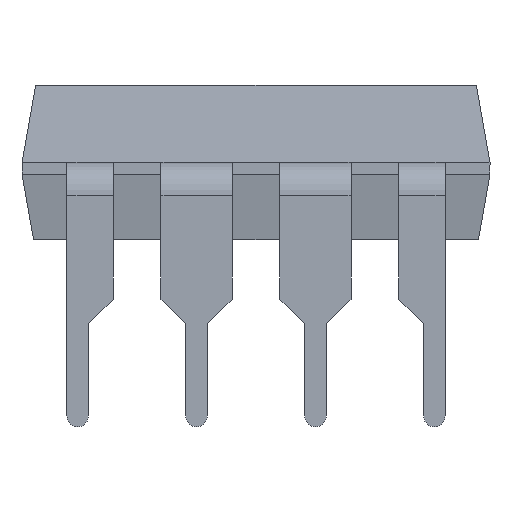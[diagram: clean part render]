
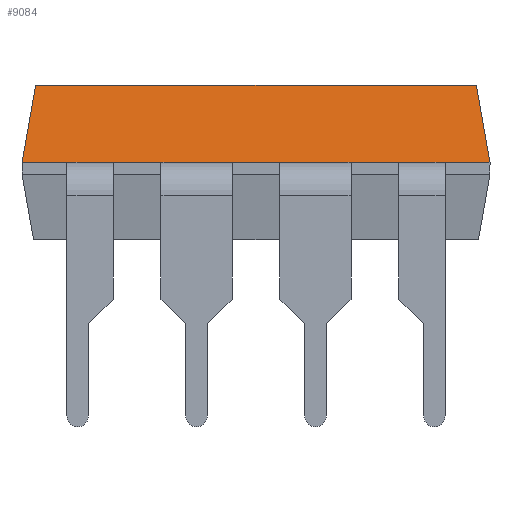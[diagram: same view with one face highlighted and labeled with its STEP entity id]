
A CAD part, front view. The second image highlights one B-rep face of the part: STEP entity #9084.
In plain terms, the highlighted planar face has unit normal (0, -0.985, 0.174).
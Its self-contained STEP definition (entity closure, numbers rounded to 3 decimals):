
#121 = VECTOR ( 'NONE', #27713, 1000. ) ;
#2390 = LINE ( 'NONE', #29385, #121 ) ;
#2675 = CARTESIAN_POINT ( 'NONE',  ( -5., -3.175, 3.45 ) ) ;
#3491 = DIRECTION ( 'NONE',  ( 1., 0., 0. ) ) ;
#3636 = VERTEX_POINT ( 'NONE', #25882 ) ;
#3849 = EDGE_LOOP ( 'NONE', ( #7242, #27153, #4700, #10831, #29360, #14080, #6448, #26699, #6599, #28154, #23171, #18069 ) ) ;
#4480 = CARTESIAN_POINT ( 'NONE',  ( -3.05, -3.175, 3.45 ) ) ;
#4700 = ORIENTED_EDGE ( 'NONE', *, *, #15562, .T. ) ;
#5922 = CARTESIAN_POINT ( 'NONE',  ( 5., -3.175, 3.45 ) ) ;
#5951 = DIRECTION ( 'NONE',  ( 1., 0., 0. ) ) ;
#6316 = EDGE_CURVE ( 'NONE', #21837, #11959, #20232, .T. ) ;
#6362 = LINE ( 'NONE', #15449, #14965 ) ;
#6448 = ORIENTED_EDGE ( 'NONE', *, *, #16983, .T. ) ;
#6585 = CARTESIAN_POINT ( 'NONE',  ( -0.51, -3.175, 3.45 ) ) ;
#6599 = ORIENTED_EDGE ( 'NONE', *, *, #12349, .T. ) ;
#6858 = CARTESIAN_POINT ( 'NONE',  ( 3.05, -3.175, 3.45 ) ) ;
#7242 = ORIENTED_EDGE ( 'NONE', *, *, #16383, .T. ) ;
#7410 = VERTEX_POINT ( 'NONE', #6585 ) ;
#7485 = VECTOR ( 'NONE', #12650, 1000. ) ;
#8628 = CARTESIAN_POINT ( 'NONE',  ( -5., -3.175, 3.45 ) ) ;
#8782 = DIRECTION ( 'NONE',  ( 1., 0., 0. ) ) ;
#9084 = ADVANCED_FACE ( 'NONE', ( #27918 ), #25544, .T. ) ;
#9209 = DIRECTION ( 'NONE',  ( 1., 0., 0. ) ) ;
#9297 = EDGE_CURVE ( 'NONE', #10501, #10209, #19712, .T. ) ;
#9560 = LINE ( 'NONE', #22633, #14450 ) ;
#10209 = VERTEX_POINT ( 'NONE', #23354 ) ;
#10387 = VERTEX_POINT ( 'NONE', #6858 ) ;
#10501 = VERTEX_POINT ( 'NONE', #2675 ) ;
#10731 = CARTESIAN_POINT ( 'NONE',  ( -5., -3.175, 3.45 ) ) ;
#10747 = CARTESIAN_POINT ( 'NONE',  ( -5., -3.175, 3.45 ) ) ;
#10831 = ORIENTED_EDGE ( 'NONE', *, *, #6316, .T. ) ;
#11002 = CARTESIAN_POINT ( 'NONE',  ( -5., -3.175, 3.45 ) ) ;
#11437 = LINE ( 'NONE', #11002, #15820 ) ;
#11959 = VERTEX_POINT ( 'NONE', #14415 ) ;
#12349 = EDGE_CURVE ( 'NONE', #10209, #15569, #16934, .T. ) ;
#12650 = DIRECTION ( 'NONE',  ( -0.171, 0.171, 0.97 ) ) ;
#12727 = CARTESIAN_POINT ( 'NONE',  ( -5., -2.884, 5.1 ) ) ;
#12970 = DIRECTION ( 'NONE',  ( 1., 0., 0. ) ) ;
#13479 = VECTOR ( 'NONE', #19921, 1000. ) ;
#13857 = DIRECTION ( 'NONE',  ( 1., 0., 0. ) ) ;
#14080 = ORIENTED_EDGE ( 'NONE', *, *, #19158, .T. ) ;
#14415 = CARTESIAN_POINT ( 'NONE',  ( 5., -3.175, 3.45 ) ) ;
#14450 = VECTOR ( 'NONE', #13857, 1000. ) ;
#14851 = LINE ( 'NONE', #17403, #13479 ) ;
#14894 = AXIS2_PLACEMENT_3D ( 'NONE', #12727, #28354, #21798 ) ;
#14965 = VECTOR ( 'NONE', #17846, 1000. ) ;
#15190 = CARTESIAN_POINT ( 'NONE',  ( -5., -3.175, 3.45 ) ) ;
#15449 = CARTESIAN_POINT ( 'NONE',  ( -5., -2.884, 5.1 ) ) ;
#15562 = EDGE_CURVE ( 'NONE', #10387, #21837, #2390, .T. ) ;
#15569 = VERTEX_POINT ( 'NONE', #4480 ) ;
#15611 = LINE ( 'NONE', #10731, #16895 ) ;
#15625 = CARTESIAN_POINT ( 'NONE',  ( 0.51, -3.175, 3.45 ) ) ;
#15820 = VECTOR ( 'NONE', #9209, 1000. ) ;
#15923 = CARTESIAN_POINT ( 'NONE',  ( -4.709, -2.884, 5.1 ) ) ;
#16383 = EDGE_CURVE ( 'NONE', #26059, #27911, #11437, .T. ) ;
#16895 = VECTOR ( 'NONE', #8782, 1000. ) ;
#16934 = LINE ( 'NONE', #19293, #21635 ) ;
#16983 = EDGE_CURVE ( 'NONE', #25946, #10501, #14851, .T. ) ;
#17403 = CARTESIAN_POINT ( 'NONE',  ( -4.709, -2.884, 5.1 ) ) ;
#17502 = CARTESIAN_POINT ( 'NONE',  ( 4.04, -3.175, 3.45 ) ) ;
#17593 = LINE ( 'NONE', #10747, #21292 ) ;
#17846 = DIRECTION ( 'NONE',  ( -1., 0., 0. ) ) ;
#18069 = ORIENTED_EDGE ( 'NONE', *, *, #20876, .T. ) ;
#18980 = CARTESIAN_POINT ( 'NONE',  ( 4.709, -2.884, 5.1 ) ) ;
#19158 = EDGE_CURVE ( 'NONE', #25402, #25946, #6362, .T. ) ;
#19293 = CARTESIAN_POINT ( 'NONE',  ( -5., -3.175, 3.45 ) ) ;
#19652 = VECTOR ( 'NONE', #26558, 1000. ) ;
#19712 = LINE ( 'NONE', #28794, #19652 ) ;
#19921 = DIRECTION ( 'NONE',  ( -0.171, -0.171, -0.97 ) ) ;
#20232 = LINE ( 'NONE', #8628, #21527 ) ;
#20461 = VECTOR ( 'NONE', #5951, 1000. ) ;
#20876 = EDGE_CURVE ( 'NONE', #7410, #26059, #9560, .T. ) ;
#21292 = VECTOR ( 'NONE', #12970, 1000. ) ;
#21527 = VECTOR ( 'NONE', #24546, 1000. ) ;
#21635 = VECTOR ( 'NONE', #3491, 1000. ) ;
#21798 = DIRECTION ( 'NONE',  ( 0., -0.174, -0.985 ) ) ;
#21837 = VERTEX_POINT ( 'NONE', #17502 ) ;
#22160 = CARTESIAN_POINT ( 'NONE',  ( 2.03, -3.175, 3.45 ) ) ;
#22164 = EDGE_CURVE ( 'NONE', #15569, #3636, #15611, .T. ) ;
#22633 = CARTESIAN_POINT ( 'NONE',  ( -5., -3.175, 3.45 ) ) ;
#23171 = ORIENTED_EDGE ( 'NONE', *, *, #26926, .T. ) ;
#23354 = CARTESIAN_POINT ( 'NONE',  ( -4.04, -3.175, 3.45 ) ) ;
#24546 = DIRECTION ( 'NONE',  ( 1., 0., 0. ) ) ;
#25402 = VERTEX_POINT ( 'NONE', #18980 ) ;
#25544 = PLANE ( 'NONE',  #14894 ) ;
#25882 = CARTESIAN_POINT ( 'NONE',  ( -2.03, -3.175, 3.45 ) ) ;
#25946 = VERTEX_POINT ( 'NONE', #15923 ) ;
#26059 = VERTEX_POINT ( 'NONE', #15625 ) ;
#26230 = EDGE_CURVE ( 'NONE', #11959, #25402, #26480, .T. ) ;
#26480 = LINE ( 'NONE', #5922, #7485 ) ;
#26511 = LINE ( 'NONE', #15190, #20461 ) ;
#26558 = DIRECTION ( 'NONE',  ( 1., 0., 0. ) ) ;
#26699 = ORIENTED_EDGE ( 'NONE', *, *, #9297, .T. ) ;
#26926 = EDGE_CURVE ( 'NONE', #3636, #7410, #17593, .T. ) ;
#27153 = ORIENTED_EDGE ( 'NONE', *, *, #29028, .T. ) ;
#27713 = DIRECTION ( 'NONE',  ( 1., 0., 0. ) ) ;
#27911 = VERTEX_POINT ( 'NONE', #22160 ) ;
#27918 = FACE_OUTER_BOUND ( 'NONE', #3849, .T. ) ;
#28154 = ORIENTED_EDGE ( 'NONE', *, *, #22164, .T. ) ;
#28354 = DIRECTION ( 'NONE',  ( 0., -0.985, 0.174 ) ) ;
#28794 = CARTESIAN_POINT ( 'NONE',  ( -5., -3.175, 3.45 ) ) ;
#29028 = EDGE_CURVE ( 'NONE', #27911, #10387, #26511, .T. ) ;
#29360 = ORIENTED_EDGE ( 'NONE', *, *, #26230, .T. ) ;
#29385 = CARTESIAN_POINT ( 'NONE',  ( -5., -3.175, 3.45 ) ) ;
